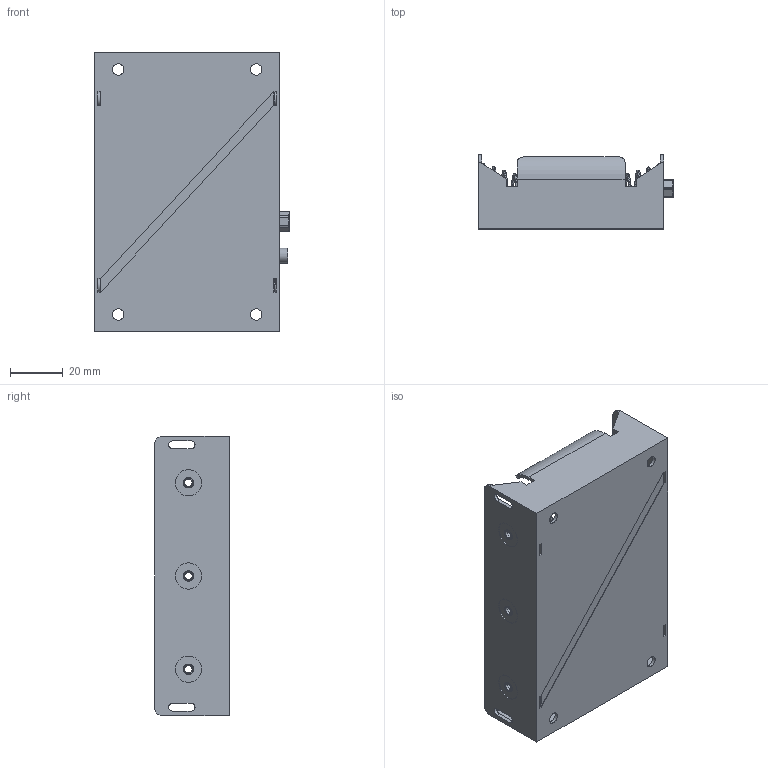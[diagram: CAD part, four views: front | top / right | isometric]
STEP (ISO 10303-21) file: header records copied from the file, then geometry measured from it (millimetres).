
FILE_DESCRIPTION (( 'STEP AP214' ), '1' );
FILE_NAME ('BH3DSF.STEP', '2020-01-10T11:19:30', ( '' ), ( '' ), 'SwSTEP 2.0', 'SolidWorks 2017', '' );
FILE_SCHEMA (( 'AUTOMOTIVE_DESIGN' ));
Length unit declared in the file: millimetre
Products named in the file (1): BH3DSF
Bounding box: 74.19 x 28.3 x 106.5 mm (x, y, z)
Volume: 24412.6 mm3; surface area: 41504.9 mm2
Topology: 11 solids, 11 shells, 533 faces, 1322 edges, 856 vertices
Faces by surface type: plane 296, cylinder 170, torus 55, bspline 12
Entity records: 23947 total; most frequent: CARTESIAN_POINT 10709, DIRECTION 2790, ORIENTED_EDGE 2644, EDGE_CURVE 1322, AXIS2_PLACEMENT_3D 981, VERTEX_POINT 856, LINE 828, VECTOR 828
